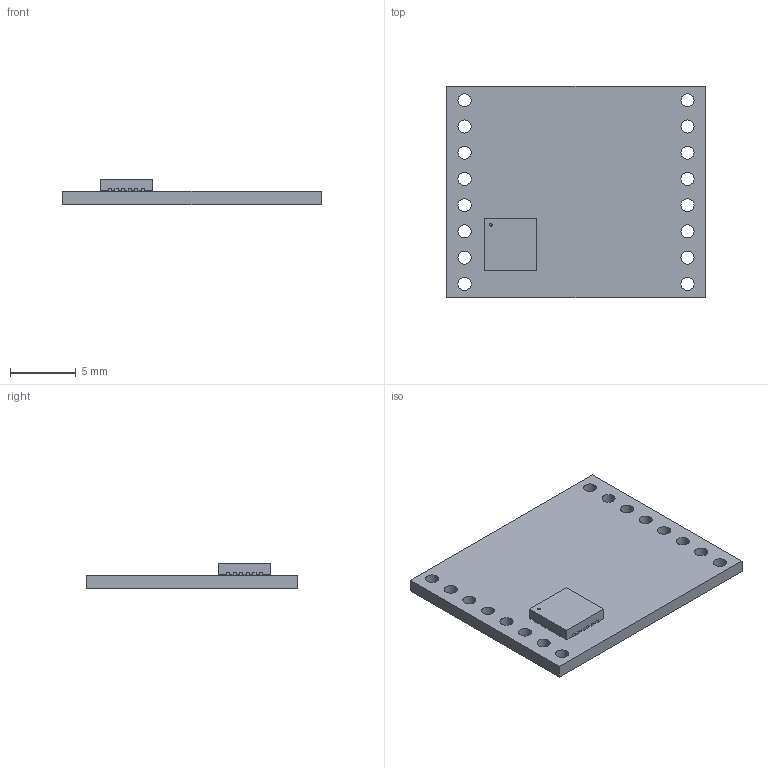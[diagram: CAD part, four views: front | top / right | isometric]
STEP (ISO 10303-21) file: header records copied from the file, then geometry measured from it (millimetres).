
FILE_DESCRIPTION(('FreeCAD Model'),'2;1');
FILE_NAME('RFM69HW.step', '2018-02-01T16:28:18',('kicad StepUp'),('ksu MCAD'), 'Open CASCADE STEP processor 6.8','FreeCAD','Unknown');
FILE_SCHEMA(('AUTOMOTIVE_DESIGN_CC2 { 1 2 10303 214 -1 1 5 4 }'));
Length unit declared in the file: millimetre
Products named in the file (1): RFM69HW
Bounding box: 19.7 x 16.1 x 1.92 mm (x, y, z)
Volume: 318.6 mm3; surface area: 778.1 mm2
Topology: 2 solids, 2 shells, 195 faces, 565 edges, 376 vertices
Faces by surface type: plane 174, cylinder 21
Full cylindrical faces by diameter (mm): 1 x16
Entity records: 7767 total; most frequent: CARTESIAN_POINT 1137, ORIENTED_EDGE 1130, DIRECTION 999, EDGE_CURVE 565, LINE 523, VECTOR 523, VERTEX_POINT 376, AXIS2_PLACEMENT_3D 238
